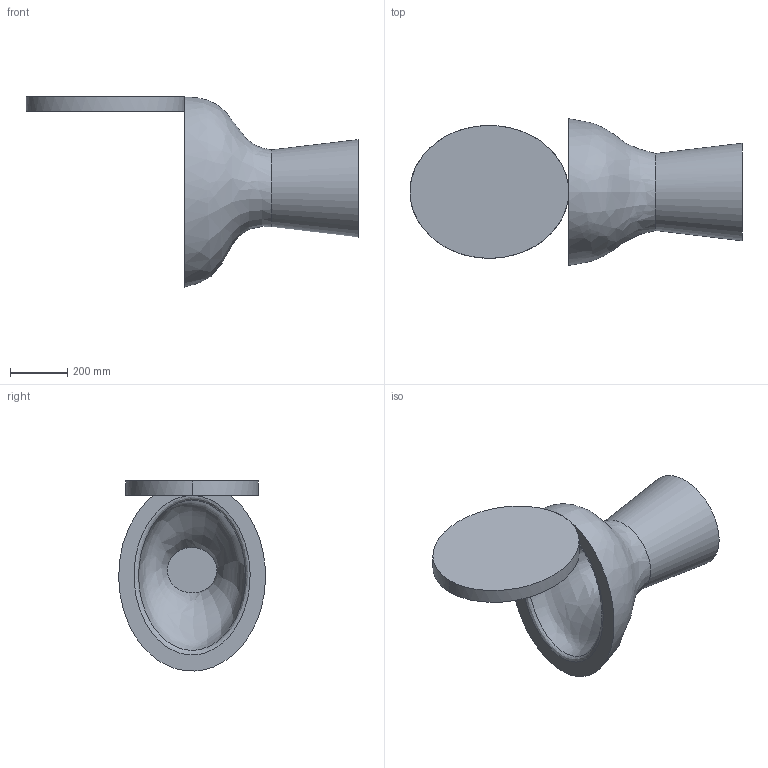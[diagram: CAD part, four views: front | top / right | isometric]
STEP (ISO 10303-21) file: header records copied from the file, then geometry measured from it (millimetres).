
FILE_DESCRIPTION(('FreeCAD Model'),'2;1');
FILE_NAME('Open CASCADE Shape Model','2025-05-05T17:04:15',('FreeCAD'),( 'FreeCAD'),'Open CASCADE STEP processor 7.6','FreeCAD','Unknown');
FILE_SCHEMA(('AUTOMOTIVE_DESIGN { 1 0 10303 214 1 1 1 1 }'));
Length unit declared in the file: millimetre
Products named in the file (1): Open CASCADE STEP translator 7.6 1
Bounding box: 1163.88 x 514.29 x 666.32 mm (x, y, z)
Volume: 58169599.5 mm3; surface area: 1874609.9 mm2
Topology: 2 solids, 2 shells, 13 faces, 24 edges, 17 vertices
Faces by surface type: bspline 13
Entity records: 2193 total; most frequent: CARTESIAN_POINT 2024, ORIENTED_EDGE 48, EDGE_CURVE 24, VERTEX_POINT 17, FACE_BOUND 15, EDGE_LOOP 15, ADVANCED_FACE 13, B_SPLINE_CURVE_WITH_KNOTS 9
